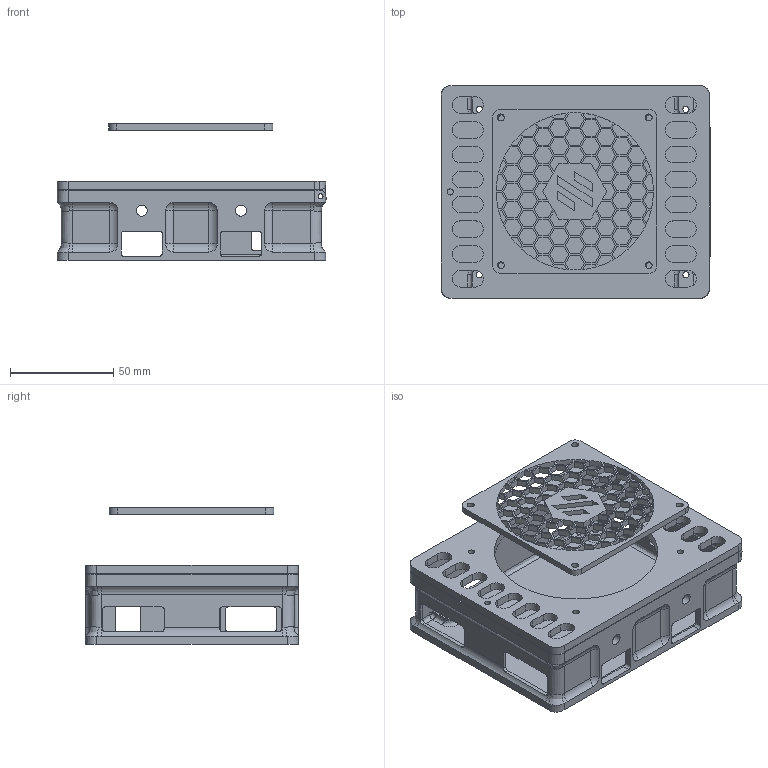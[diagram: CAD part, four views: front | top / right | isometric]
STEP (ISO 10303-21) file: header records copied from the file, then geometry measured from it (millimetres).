
FILE_DESCRIPTION(/* description */ (''),/* implementation_level */ '2;1');
FILE_NAME(/* name */ 'mks_base_case.stp',/* time_stamp */ '2017-01-12T11:54:12+01:00',/* author */ (''),/* organization */ (''),/* preprocessor_version */ 'ST-DEVELOPER v16.5',/* originating_system */ 'Autodesk Translation Framework v5.2.0.2920',/* authorisation */ '');
FILE_SCHEMA (('AUTOMOTIVE_DESIGN { 1 0 10303 214 3 1 1 }'));
Length unit declared in the file: millimetre
Products named in the file (4): VORON MKS BASE CASE v9; MKS Base Case Door; VORON B Assembly v1_RAMPs Case v2 v32 v1_Fan Guard v1; MKS Base Case Body
Assembly tree (3 placements, depth 2):
  VORON MKS BASE CASE v9
    MKS Base Case Door
    VORON B Assembly v1_RAMPs Case v2 v32 v1_Fan Guard v1
    MKS Base Case Body
Bounding box: 130.53 x 102.88 x 65.9 mm (x, y, z)
Volume: 78510.6 mm3; surface area: 85784.4 mm2
Topology: 3 solids, 3 shells, 814 faces, 2365 edges, 1537 vertices
Faces by surface type: plane 538, cylinder 157, bspline 102, sphere 17
Full cylindrical faces by diameter (mm): 2.4 x3, 3 x9, 3.3 x4, 4 x1, 5.3 x4, 79 x1
Entity records: 32863 total; most frequent: CARTESIAN_POINT 11273, ORIENTED_EDGE 4654, DIRECTION 3949, EDGE_CURVE 2327, LINE 1817, VECTOR 1817, VERTEX_POINT 1535, EDGE_LOOP 1084
